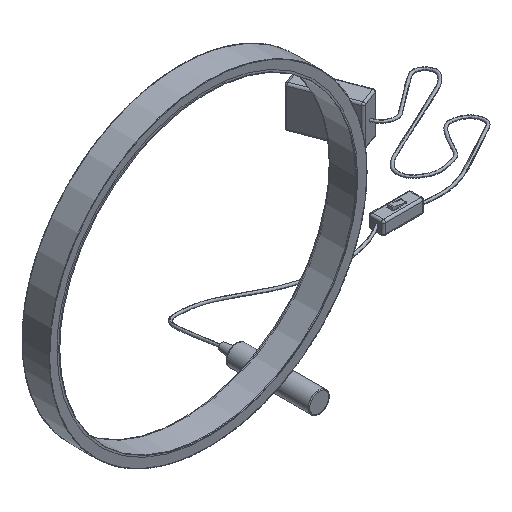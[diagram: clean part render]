
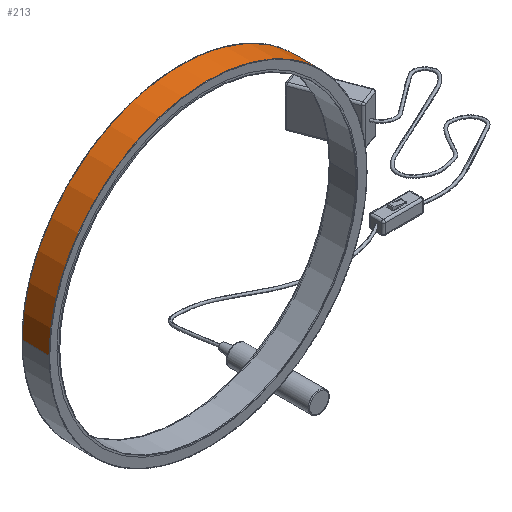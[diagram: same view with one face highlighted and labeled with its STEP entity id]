
A CAD part, isometric view. The second image highlights one B-rep face of the part: STEP entity #213.
In plain terms, the highlighted free-form (B-spline) face has degree [2, 1] with [5, 2] control points.
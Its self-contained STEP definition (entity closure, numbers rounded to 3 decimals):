
#213=ADVANCED_FACE('',(#327),#1506,.T.);
#327=FACE_OUTER_BOUND('',#444,.T.);
#444=EDGE_LOOP('',(#803,#804,#805,#806));
#803=ORIENTED_EDGE('',*,*,#1071,.T.);
#804=ORIENTED_EDGE('',*,*,#1054,.T.);
#805=ORIENTED_EDGE('',*,*,#1072,.F.);
#806=ORIENTED_EDGE('',*,*,#1070,.F.);
#1054=EDGE_CURVE('',#1371,#1372,#1225,.T.);
#1070=EDGE_CURVE('',#1381,#1382,#1241,.T.);
#1071=EDGE_CURVE('',#1381,#1371,#1242,.T.);
#1072=EDGE_CURVE('',#1382,#1372,#1243,.T.);
#1225=(
BOUNDED_CURVE()
B_SPLINE_CURVE(1,(#7148,#7149),.UNSPECIFIED.,.F.,.F.)
B_SPLINE_CURVE_WITH_KNOTS((2,2),(0.5,39.5),.UNSPECIFIED.)
CURVE()
GEOMETRIC_REPRESENTATION_ITEM()
RATIONAL_B_SPLINE_CURVE((1.,1.))
REPRESENTATION_ITEM('')
);
#1241=(
BOUNDED_CURVE()
B_SPLINE_CURVE(1,(#7288,#7289),.UNSPECIFIED.,.F.,.F.)
B_SPLINE_CURVE_WITH_KNOTS((2,2),(0.5,39.5),.UNSPECIFIED.)
CURVE()
GEOMETRIC_REPRESENTATION_ITEM()
RATIONAL_B_SPLINE_CURVE((1.,1.))
REPRESENTATION_ITEM('')
);
#1242=(
BOUNDED_CURVE()
B_SPLINE_CURVE(2,(#7290,#7291,#7292,#7293,#7294),.UNSPECIFIED.,.F.,.F.)
B_SPLINE_CURVE_WITH_KNOTS((3,2,3),(720.991,1081.486,1441.982),
 .UNSPECIFIED.)
CURVE()
GEOMETRIC_REPRESENTATION_ITEM()
RATIONAL_B_SPLINE_CURVE((1.,0.707,1.,0.707,1.))
REPRESENTATION_ITEM('')
);
#1243=(
BOUNDED_CURVE()
B_SPLINE_CURVE(2,(#7295,#7296,#7297,#7298,#7299),.UNSPECIFIED.,.F.,.F.)
B_SPLINE_CURVE_WITH_KNOTS((3,2,3),(720.991,1081.486,1441.982),
 .UNSPECIFIED.)
CURVE()
GEOMETRIC_REPRESENTATION_ITEM()
RATIONAL_B_SPLINE_CURVE((1.,0.707,1.,0.707,1.))
REPRESENTATION_ITEM('')
);
#1371=VERTEX_POINT('',#7084);
#1372=VERTEX_POINT('',#7085);
#1381=VERTEX_POINT('',#7094);
#1382=VERTEX_POINT('',#7095);
#1506=(
BOUNDED_SURFACE()
B_SPLINE_SURFACE(2,1,((#6960,#6961),(#6962,#6963),(#6964,#6965),(#6966,
#6967),(#6968,#6969)),.UNSPECIFIED.,.F.,.F.,.F.)
B_SPLINE_SURFACE_WITH_KNOTS((3,2,3),(2,2),(-722.566,-361.283,
0.),(0.,40.),.UNSPECIFIED.)
GEOMETRIC_REPRESENTATION_ITEM()
RATIONAL_B_SPLINE_SURFACE(((1.,1.),(0.707,0.707),
(1.,1.),(0.707,0.707),(1.,1.)))
REPRESENTATION_ITEM('')
SURFACE()
);
#6960=CARTESIAN_POINT('',(5.206,9.483,230.32));
#6961=CARTESIAN_POINT('',(5.206,49.483,230.32));
#6962=CARTESIAN_POINT('',(5.206,9.483,460.32));
#6963=CARTESIAN_POINT('',(5.206,49.483,460.32));
#6964=CARTESIAN_POINT('',(235.206,9.483,460.32));
#6965=CARTESIAN_POINT('',(235.206,49.483,460.32));
#6966=CARTESIAN_POINT('',(465.206,9.483,460.32));
#6967=CARTESIAN_POINT('',(465.206,49.483,460.32));
#6968=CARTESIAN_POINT('',(465.206,9.483,230.32));
#6969=CARTESIAN_POINT('',(465.206,49.483,230.32));
#7084=CARTESIAN_POINT('',(465.206,9.983,230.32));
#7085=CARTESIAN_POINT('',(465.206,48.983,230.32));
#7094=CARTESIAN_POINT('',(5.206,9.983,230.32));
#7095=CARTESIAN_POINT('',(5.206,48.983,230.32));
#7148=CARTESIAN_POINT('',(465.206,9.983,230.32));
#7149=CARTESIAN_POINT('',(465.206,48.983,230.32));
#7288=CARTESIAN_POINT('',(5.206,9.983,230.32));
#7289=CARTESIAN_POINT('',(5.206,48.983,230.32));
#7290=CARTESIAN_POINT('',(5.206,9.983,230.32));
#7291=CARTESIAN_POINT('',(5.206,9.983,460.32));
#7292=CARTESIAN_POINT('',(235.206,9.983,460.32));
#7293=CARTESIAN_POINT('',(465.206,9.983,460.32));
#7294=CARTESIAN_POINT('',(465.206,9.983,230.32));
#7295=CARTESIAN_POINT('',(5.206,48.983,230.32));
#7296=CARTESIAN_POINT('',(5.206,48.983,460.32));
#7297=CARTESIAN_POINT('',(235.206,48.983,460.32));
#7298=CARTESIAN_POINT('',(465.206,48.983,460.32));
#7299=CARTESIAN_POINT('',(465.206,48.983,230.32));
